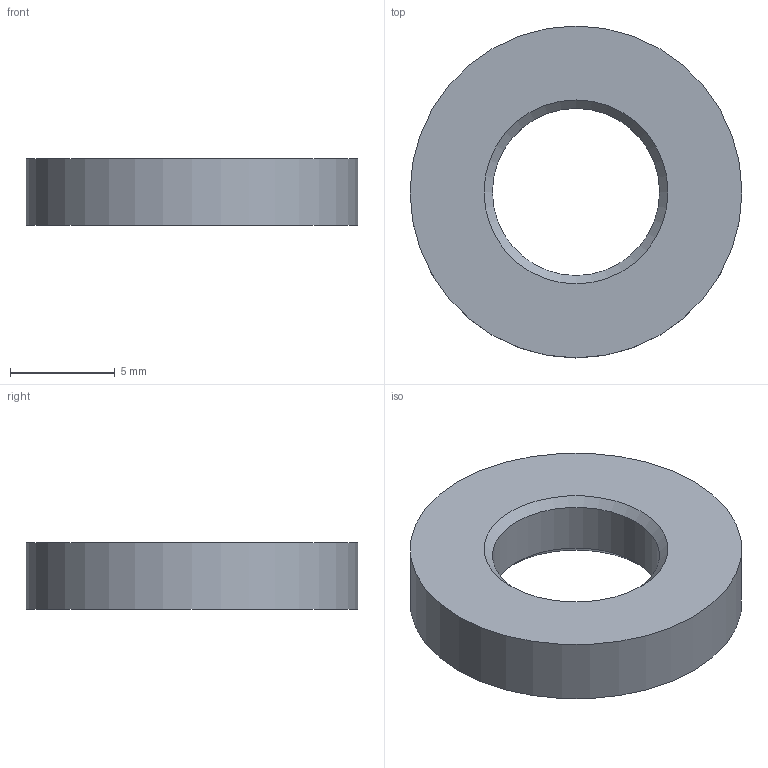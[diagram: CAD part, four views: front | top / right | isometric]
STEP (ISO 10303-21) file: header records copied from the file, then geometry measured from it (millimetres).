
FILE_DESCRIPTION(/* description */ (''),/* implementation_level */ '2;1');
FILE_NAME(/* name */ 'Kraken Shaft Spacer.stp',/* time_stamp */ '2025-02-08T09:58:36-05:00',/* author */ ('slick'),/* organization */ (''),/* preprocessor_version */ 'ST-DEVELOPER v19.2',/* originating_system */ 'Autodesk Inventor 2023',/* authorisation */ '');
FILE_SCHEMA (('AUTOMOTIVE_DESIGN { 1 0 10303 214 3 1 1 }'));
Length unit declared in the file: inch
Products named in the file (1): Part5
Bounding box: 15.88 x 15.88 x 3.17 mm (x, y, z)
Volume: 464.7 mm3; surface area: 522.1 mm2
Topology: 1 solids, 1 shells, 6 faces, 10 edges, 6 vertices
Faces by surface type: cone 2, cylinder 2, plane 2
Full cylindrical faces by diameter (mm): 8 x1, 15.875 x1
Entity records: 193 total; most frequent: DIRECTION 30, CARTESIAN_POINT 23, ORIENTED_EDGE 20, AXIS2_PLACEMENT_3D 13, EDGE_CURVE 10, EDGE_LOOP 8, FACE_OUTER_BOUND 6, CIRCLE 6
